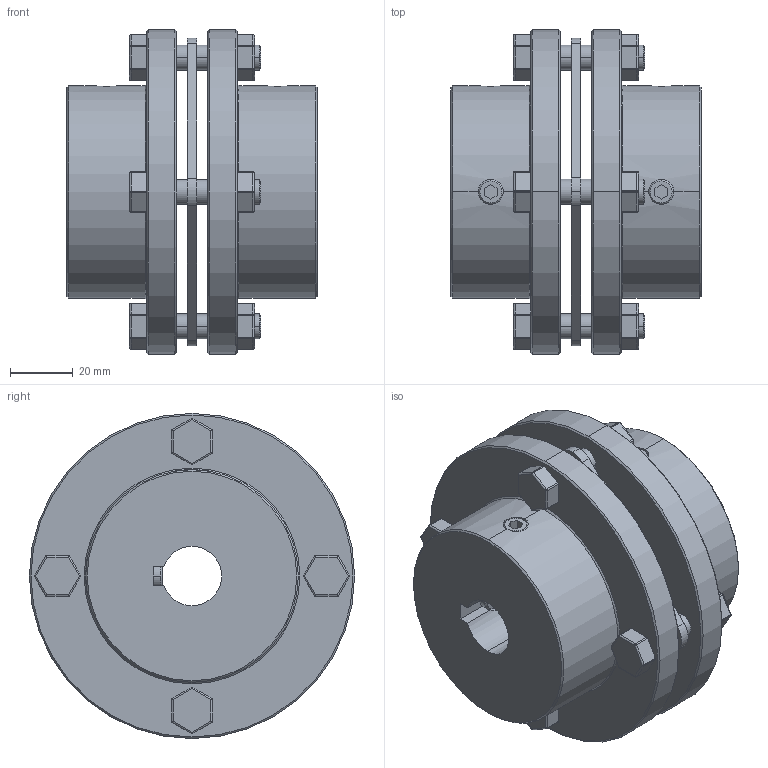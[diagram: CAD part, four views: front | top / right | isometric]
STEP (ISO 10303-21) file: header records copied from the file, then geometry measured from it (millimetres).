
FILE_DESCRIPTION (( 'STEP AP203' ), '1' );
FILE_NAME ('CL11-104k.step', '2011-08-10T07:17:11', ( '' ), ( '' ), 'SwSTEP 2.0', 'SolidWorks 2010', '' );
FILE_SCHEMA (( 'CONFIG_CONTROL_DESIGN' ));
Length unit declared in the file: millimetre
Products named in the file (1): CL11-104k
Bounding box: 80 x 104 x 104 mm (x, y, z)
Volume: 348285.3 mm3; surface area: 78151.1 mm2
Topology: 11 solids, 11 shells, 397 faces, 921 edges, 542 vertices
Faces by surface type: cylinder 181, plane 128, sphere 48, cone 40
Entity records: 11550 total; most frequent: CARTESIAN_POINT 2289, DIRECTION 2071, ORIENTED_EDGE 1794, EDGE_CURVE 897, AXIS2_PLACEMENT_3D 792, VERTEX_POINT 534, VECTOR 487, LINE 487
